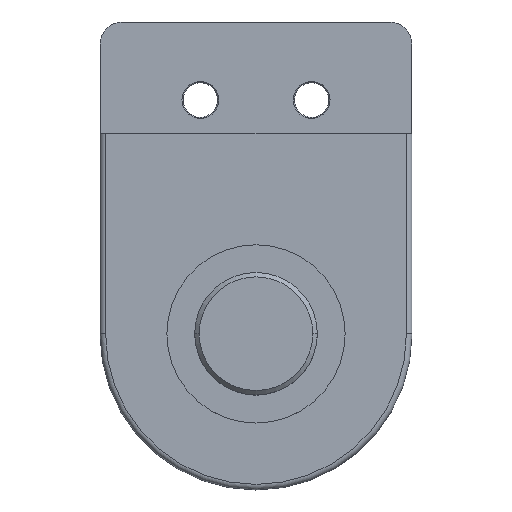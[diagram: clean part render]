
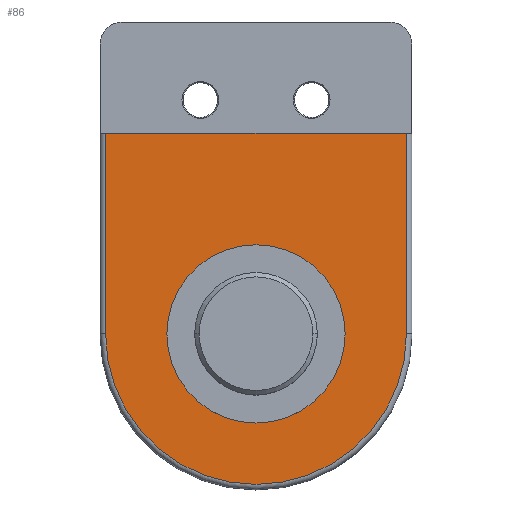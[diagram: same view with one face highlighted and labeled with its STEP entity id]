
A CAD part, top view. The second image highlights one B-rep face of the part: STEP entity #86.
In plain terms, the highlighted planar face has unit normal (0, 0, 1).
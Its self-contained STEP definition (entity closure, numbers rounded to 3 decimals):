
#38=FACE_BOUND('',#170,.T.);
#39=FACE_BOUND('',#171,.T.);
#51=PLANE('',#674);
#86=ADVANCED_FACE('',(#38,#39),#51,.T.);
#170=EDGE_LOOP('',(#340,#341,#342,#343));
#171=EDGE_LOOP('',(#344,#345));
#236=LINE('',#1047,#277);
#237=LINE('',#1050,#278);
#238=LINE('',#1054,#279);
#277=VECTOR('',#821,1.);
#278=VECTOR('',#822,1.);
#279=VECTOR('',#825,1.);
#340=ORIENTED_EDGE('',*,*,#559,.F.);
#341=ORIENTED_EDGE('',*,*,#560,.T.);
#342=ORIENTED_EDGE('',*,*,#561,.T.);
#343=ORIENTED_EDGE('',*,*,#562,.T.);
#344=ORIENTED_EDGE('',*,*,#563,.F.);
#345=ORIENTED_EDGE('',*,*,#539,.F.);
#482=VERTEX_POINT('',#1004);
#483=VERTEX_POINT('',#1006);
#500=VERTEX_POINT('',#1048);
#501=VERTEX_POINT('',#1049);
#502=VERTEX_POINT('',#1051);
#503=VERTEX_POINT('',#1053);
#539=EDGE_CURVE('',#482,#483,#609,.T.);
#559=EDGE_CURVE('',#500,#501,#236,.T.);
#560=EDGE_CURVE('',#500,#502,#237,.T.);
#561=EDGE_CURVE('',#502,#503,#612,.T.);
#562=EDGE_CURVE('',#503,#501,#238,.T.);
#563=EDGE_CURVE('',#483,#482,#613,.T.);
#609=CIRCLE('',#664,8.);
#612=CIRCLE('',#672,13.5);
#613=CIRCLE('',#673,8.);
#664=AXIS2_PLACEMENT_3D('',#1005,#788,#789);
#672=AXIS2_PLACEMENT_3D('',#1052,#823,#824);
#673=AXIS2_PLACEMENT_3D('',#1055,#826,#827);
#674=AXIS2_PLACEMENT_3D('',#1056,#828,#829);
#788=DIRECTION('',(0.,0.,1.));
#789=DIRECTION('',(1.,0.,0.));
#821=DIRECTION('',(1.,0.,0.));
#822=DIRECTION('',(0.,-1.,0.));
#823=DIRECTION('',(0.,0.,1.));
#824=DIRECTION('',(1.,0.,0.));
#825=DIRECTION('',(0.,1.,0.));
#826=DIRECTION('',(0.,0.,1.));
#827=DIRECTION('',(1.,0.,0.));
#828=DIRECTION('',(0.,0.,1.));
#829=DIRECTION('',(-1.,0.,0.));
#1004=CARTESIAN_POINT('',(19.274,2.602,4.));
#1005=CARTESIAN_POINT('',(11.274,2.602,4.));
#1006=CARTESIAN_POINT('',(3.274,2.602,4.));
#1047=CARTESIAN_POINT('',(-2.726,20.602,4.));
#1048=CARTESIAN_POINT('',(-2.226,20.602,4.));
#1049=CARTESIAN_POINT('',(24.774,20.602,4.));
#1050=CARTESIAN_POINT('',(-2.226,2.602,4.));
#1051=CARTESIAN_POINT('',(-2.226,2.602,4.));
#1052=CARTESIAN_POINT('',(11.274,2.602,4.));
#1053=CARTESIAN_POINT('',(24.774,2.602,4.));
#1054=CARTESIAN_POINT('',(24.774,20.602,4.));
#1055=CARTESIAN_POINT('',(11.274,2.602,4.));
#1056=CARTESIAN_POINT('',(11.274,2.602,4.));
